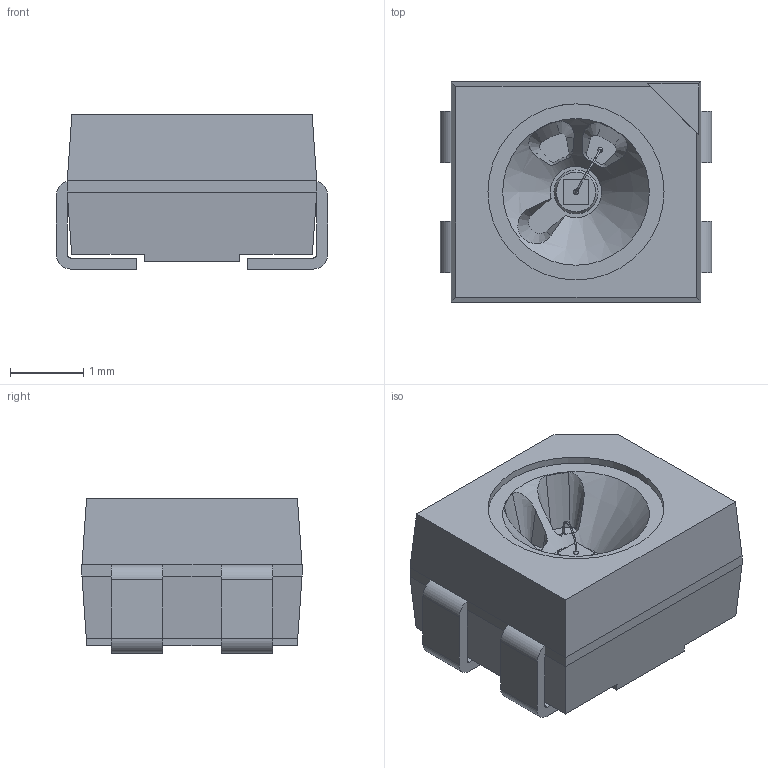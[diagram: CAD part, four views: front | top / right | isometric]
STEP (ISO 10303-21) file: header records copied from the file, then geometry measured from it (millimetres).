
FILE_DESCRIPTION(('STEP AP214'), '1');
FILE_NAME('LED_PLCC-4_S3AMC', '2017-04-14T20:47:53', ('Nobody'), (''), 'ASCON STEP Converter 1.3', 'ASCON Math Kernel', '');
FILE_SCHEMA(('AUTOMOTIVE_DESIGN { 1 0 10303 214 3 1 1}'));
Length unit declared in the file: millimetre
Bounding box: 3.7 x 3 x 2.1 mm (x, y, z)
Volume: 18 mm3; surface area: 86.7 mm2
Topology: 2 solids, 2 shells, 119 faces, 325 edges, 222 vertices
Faces by surface type: plane 78, cylinder 22, cone 18, bspline 1
Full cylindrical faces by diameter (mm): 0.02 x2, 2.4 x2
Entity records: 4909 total; most frequent: CARTESIAN_POINT 877, DIRECTION 611, ORIENTED_EDGE 598, EDGE_CURVE 299, LINE 227, VECTOR 227, VERTEX_POINT 202, AXIS2_PLACEMENT_3D 192
